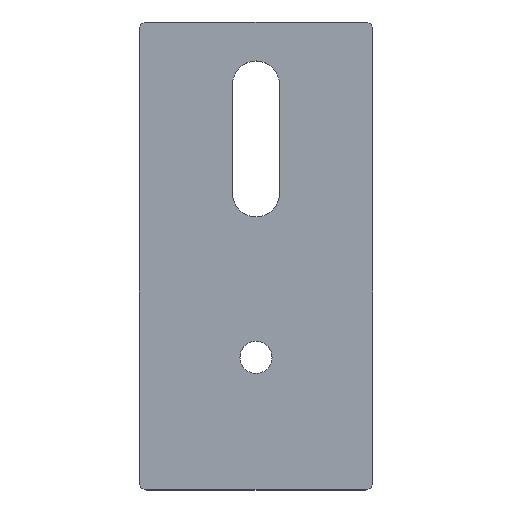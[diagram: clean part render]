
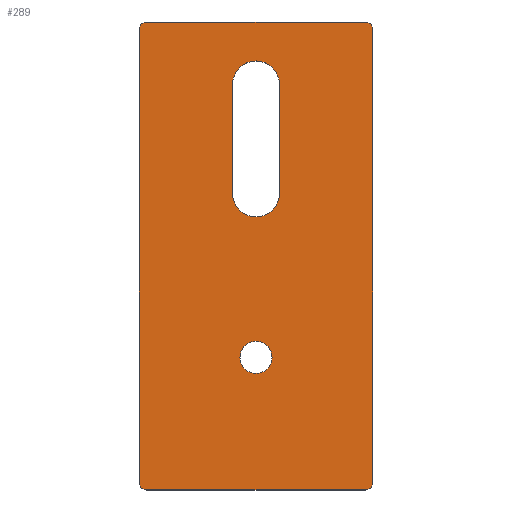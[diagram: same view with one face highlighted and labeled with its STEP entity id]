
A CAD part, top view. The second image highlights one B-rep face of the part: STEP entity #289.
In plain terms, the highlighted planar face has unit normal (0, 0, 1).
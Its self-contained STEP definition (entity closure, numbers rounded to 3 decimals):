
#18=CARTESIAN_POINT('',(-2.067,17.,4.0));
#19=VERTEX_POINT('',#18);
#26=CARTESIAN_POINT('',(2.067,17.,4.0));
#27=VERTEX_POINT('',#26);
#28=CARTESIAN_POINT('',(0.0,17.,4.0));
#29=DIRECTION('',(0.0,0.0,1.0));
#30=DIRECTION('',(0.0,1.0,0.0));
#31=AXIS2_PLACEMENT_3D('',#28,#29,#30);
#32=CIRCLE('',#31,2.067);
#33=EDGE_CURVE('',#19,#27,#32,.T.);
#49=CARTESIAN_POINT('',(14.,60.,4.0));
#50=VERTEX_POINT('',#49);
#51=CARTESIAN_POINT('',(-14.,60.,4.0));
#52=VERTEX_POINT('',#51);
#53=CARTESIAN_POINT('',(14.,60.,4.0));
#54=DIRECTION('',(-1.0,0.0,0.0));
#55=VECTOR('',#54,28.);
#56=LINE('',#53,#55);
#57=EDGE_CURVE('',#50,#52,#56,.T.);
#99=CARTESIAN_POINT('',(-15.,1.0,4.0));
#100=VERTEX_POINT('',#99);
#107=CARTESIAN_POINT('',(-15.,59.,4.0));
#108=VERTEX_POINT('',#107);
#109=CARTESIAN_POINT('',(-15.,59.,4.0));
#110=DIRECTION('',(0.0,-1.0,0.0));
#111=VECTOR('',#110,58.);
#112=LINE('',#109,#111);
#113=EDGE_CURVE('',#108,#100,#112,.T.);
#129=CARTESIAN_POINT('',(-14.,0.0,4.0));
#130=VERTEX_POINT('',#129);
#131=CARTESIAN_POINT('',(14.,0.0,4.0));
#132=VERTEX_POINT('',#131);
#133=CARTESIAN_POINT('',(-14.,0.0,4.0));
#134=DIRECTION('',(1.0,0.0,0.0));
#135=VECTOR('',#134,28.);
#136=LINE('',#133,#135);
#137=EDGE_CURVE('',#130,#132,#136,.T.);
#169=CARTESIAN_POINT('',(15.,1.0,4.0));
#170=VERTEX_POINT('',#169);
#171=CARTESIAN_POINT('',(15.,59.,4.0));
#172=VERTEX_POINT('',#171);
#173=CARTESIAN_POINT('',(15.,1.0,4.0));
#174=DIRECTION('',(0.0,1.0,0.0));
#175=VECTOR('',#174,58.);
#176=LINE('',#173,#175);
#177=EDGE_CURVE('',#170,#172,#176,.T.);
#204=CARTESIAN_POINT('',(-16.5,-3.0,4.0));
#205=DIRECTION('',(0.0,0.0,1.0));
#206=DIRECTION('',(1.0,0.0,0.0));
#207=AXIS2_PLACEMENT_3D('',#204,#205,#206);
#208=PLANE('',#207);
#209=ORIENTED_EDGE('',*,*,#113,.T.);
#210=CARTESIAN_POINT('',(-14.,1.0,4.0));
#211=DIRECTION('',(0.0,0.0,1.0));
#212=DIRECTION('',(1.0,0.0,0.0));
#213=AXIS2_PLACEMENT_3D('',#210,#211,#212);
#214=CIRCLE('',#213,1.);
#215=EDGE_CURVE('',#100,#130,#214,.T.);
#216=ORIENTED_EDGE('',*,*,#215,.T.);
#217=ORIENTED_EDGE('',*,*,#137,.T.);
#218=CARTESIAN_POINT('',(14.,1.0,4.0));
#219=DIRECTION('',(0.0,0.0,1.0));
#220=DIRECTION('',(1.0,0.0,0.0));
#221=AXIS2_PLACEMENT_3D('',#218,#219,#220);
#222=CIRCLE('',#221,1.);
#223=EDGE_CURVE('',#132,#170,#222,.T.);
#224=ORIENTED_EDGE('',*,*,#223,.T.);
#225=ORIENTED_EDGE('',*,*,#177,.T.);
#226=CARTESIAN_POINT('',(14.,59.,4.0));
#227=DIRECTION('',(0.0,0.0,1.0));
#228=DIRECTION('',(1.0,0.0,0.0));
#229=AXIS2_PLACEMENT_3D('',#226,#227,#228);
#230=CIRCLE('',#229,1.);
#231=EDGE_CURVE('',#172,#50,#230,.T.);
#232=ORIENTED_EDGE('',*,*,#231,.T.);
#233=ORIENTED_EDGE('',*,*,#57,.T.);
#234=CARTESIAN_POINT('',(-14.,59.,4.0));
#235=DIRECTION('',(0.0,0.0,1.0));
#236=DIRECTION('',(1.0,0.0,0.0));
#237=AXIS2_PLACEMENT_3D('',#234,#235,#236);
#238=CIRCLE('',#237,1.);
#239=EDGE_CURVE('',#52,#108,#238,.T.);
#240=ORIENTED_EDGE('',*,*,#239,.T.);
#241=EDGE_LOOP('',(#209,#216,#217,#224,#225,#232,#233,#240));
#242=FACE_OUTER_BOUND('',#241,.T.);
#243=CARTESIAN_POINT('',(0.0,17.,4.0));
#244=DIRECTION('',(0.0,0.0,1.0));
#245=DIRECTION('',(0.0,1.0,0.0));
#246=AXIS2_PLACEMENT_3D('',#243,#244,#245);
#247=CIRCLE('',#246,2.067);
#248=EDGE_CURVE('',#27,#19,#247,.T.);
#249=ORIENTED_EDGE('',*,*,#248,.F.);
#250=ORIENTED_EDGE('',*,*,#33,.F.);
#251=EDGE_LOOP('',(#249,#250));
#252=FACE_BOUND('',#251,.T.);
#253=CARTESIAN_POINT('',(3.0,52.,4.0));
#254=VERTEX_POINT('',#253);
#255=CARTESIAN_POINT('',(-3.,52.,4.0));
#256=VERTEX_POINT('',#255);
#257=CARTESIAN_POINT('',(0.0,52.,4.0));
#258=DIRECTION('',(0.0,0.0,1.0));
#259=DIRECTION('',(0.0,-1.0,0.0));
#260=AXIS2_PLACEMENT_3D('',#257,#258,#259);
#261=CIRCLE('',#260,3.);
#262=EDGE_CURVE('',#254,#256,#261,.T.);
#263=ORIENTED_EDGE('',*,*,#262,.F.);
#264=CARTESIAN_POINT('',(3.0,38.,4.0));
#265=VERTEX_POINT('',#264);
#266=CARTESIAN_POINT('',(3.0,38.,4.0));
#267=DIRECTION('',(0.0,1.0,0.0));
#268=VECTOR('',#267,14.0);
#269=LINE('',#266,#268);
#270=EDGE_CURVE('',#265,#254,#269,.T.);
#271=ORIENTED_EDGE('',*,*,#270,.F.);
#272=CARTESIAN_POINT('',(-3.,38.,4.0));
#273=VERTEX_POINT('',#272);
#274=CARTESIAN_POINT('',(0.0,38.,4.0));
#275=DIRECTION('',(0.0,0.0,1.0));
#276=DIRECTION('',(0.0,1.0,0.0));
#277=AXIS2_PLACEMENT_3D('',#274,#275,#276);
#278=CIRCLE('',#277,3.);
#279=EDGE_CURVE('',#273,#265,#278,.T.);
#280=ORIENTED_EDGE('',*,*,#279,.F.);
#281=CARTESIAN_POINT('',(-3.,52.,4.0));
#282=DIRECTION('',(0.0,-1.0,0.0));
#283=VECTOR('',#282,14.0);
#284=LINE('',#281,#283);
#285=EDGE_CURVE('',#256,#273,#284,.T.);
#286=ORIENTED_EDGE('',*,*,#285,.F.);
#287=EDGE_LOOP('',(#263,#271,#280,#286));
#288=FACE_BOUND('',#287,.T.);
#289=ADVANCED_FACE('',(#242,#252,#288),#208,.T.);
